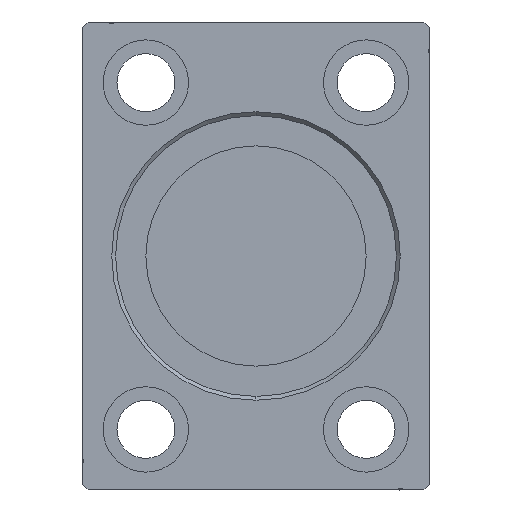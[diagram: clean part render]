
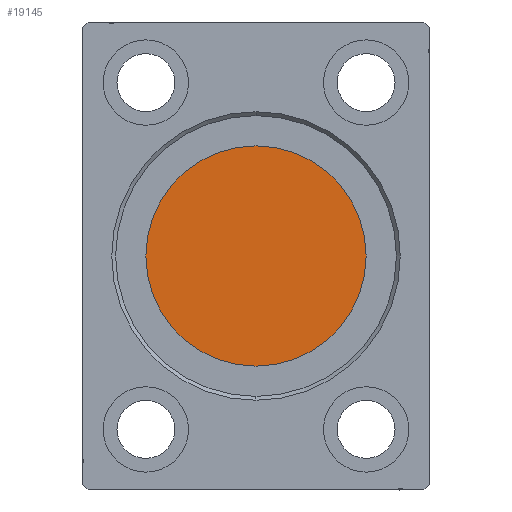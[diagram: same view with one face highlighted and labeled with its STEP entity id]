
A CAD part, left-side view. The second image highlights one B-rep face of the part: STEP entity #19145.
In plain terms, the highlighted planar face has unit normal (-1, 0, 0).
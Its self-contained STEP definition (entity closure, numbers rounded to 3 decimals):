
#377 = EDGE_LOOP ( 'NONE', ( #37409, #27131 ) ) ;
#1521 = DIRECTION ( 'NONE',  ( -1., 0., 0. ) ) ;
#3110 = PLANE ( 'NONE',  #9777 ) ;
#9777 = AXIS2_PLACEMENT_3D ( 'NONE', #38982, #29091, #41985 ) ;
#10323 = DIRECTION ( 'NONE',  ( -1., 0., 0. ) ) ;
#11101 = EDGE_CURVE ( 'NONE', #18676, #41630, #16555, .T. ) ;
#11846 = DIRECTION ( 'NONE',  ( 0., 0., 1. ) ) ;
#16555 = CIRCLE ( 'NONE', #21320, 20. ) ;
#18676 = VERTEX_POINT ( 'NONE', #39759 ) ;
#19145 = ADVANCED_FACE ( 'NONE', ( #28881 ), #3110, .T. ) ;
#21320 = AXIS2_PLACEMENT_3D ( 'NONE', #31156, #1521, #11846 ) ;
#23616 = AXIS2_PLACEMENT_3D ( 'NONE', #33490, #10323, #23622 ) ;
#23622 = DIRECTION ( 'NONE',  ( 0., 0., 1. ) ) ;
#27131 = ORIENTED_EDGE ( 'NONE', *, *, #11101, .T. ) ;
#27136 = CIRCLE ( 'NONE', #23616, 20. ) ;
#28881 = FACE_OUTER_BOUND ( 'NONE', #377, .T. ) ;
#29091 = DIRECTION ( 'NONE',  ( -1., 0., 0. ) ) ;
#31156 = CARTESIAN_POINT ( 'NONE',  ( 135.7, 0., 0. ) ) ;
#31211 = EDGE_CURVE ( 'NONE', #41630, #18676, #27136, .T. ) ;
#32750 = CARTESIAN_POINT ( 'NONE',  ( 135.7, 0., 20. ) ) ;
#33490 = CARTESIAN_POINT ( 'NONE',  ( 135.7, 0., 0. ) ) ;
#37409 = ORIENTED_EDGE ( 'NONE', *, *, #31211, .T. ) ;
#38982 = CARTESIAN_POINT ( 'NONE',  ( 135.7, 0., 0. ) ) ;
#39759 = CARTESIAN_POINT ( 'NONE',  ( 135.7, 0., -20. ) ) ;
#41630 = VERTEX_POINT ( 'NONE', #32750 ) ;
#41985 = DIRECTION ( 'NONE',  ( 0., 0., 1. ) ) ;
